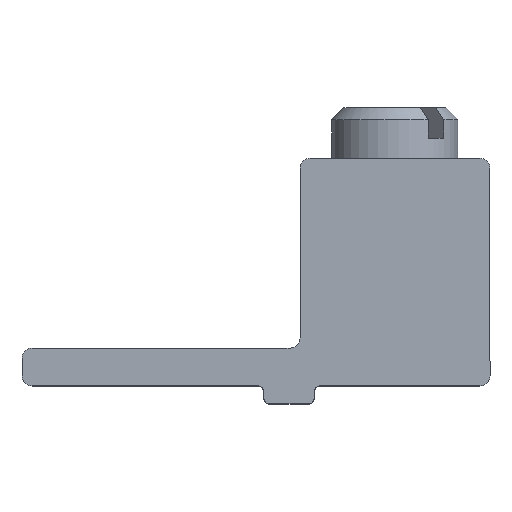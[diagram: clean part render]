
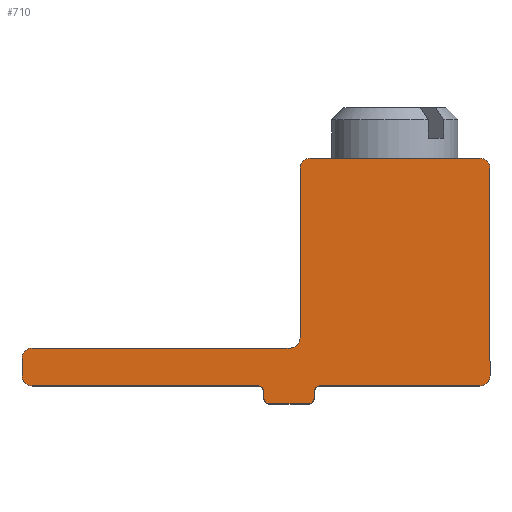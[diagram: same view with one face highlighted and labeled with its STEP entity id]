
A CAD part, top view. The second image highlights one B-rep face of the part: STEP entity #710.
In plain terms, the highlighted planar face has unit normal (0, 0, 1).
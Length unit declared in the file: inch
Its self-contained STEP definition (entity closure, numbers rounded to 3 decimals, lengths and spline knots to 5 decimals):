
#65=PLANE('',#762);
#86=FACE_OUTER_BOUND('',#129,.T.);
#129=EDGE_LOOP('',(#509,#510,#511,#512,#513,#514,#515,#516,#517,#518,#519,
#520,#521,#522,#523,#524,#525,#526,#527,#528));
#184=LINE('',#1072,#233);
#191=LINE('',#1090,#240);
#193=LINE('',#1099,#242);
#194=LINE('',#1102,#243);
#195=LINE('',#1106,#244);
#196=LINE('',#1110,#245);
#197=LINE('',#1114,#246);
#198=LINE('',#1118,#247);
#199=LINE('',#1122,#248);
#200=LINE('',#1125,#249);
#233=VECTOR('',#849,0.015);
#240=VECTOR('',#864,0.015);
#242=VECTOR('',#874,0.095);
#243=VECTOR('',#877,0.394);
#244=VECTOR('',#880,0.512);
#245=VECTOR('',#883,0.419);
#246=VECTOR('',#886,0.419);
#247=VECTOR('',#889,0.637);
#248=VECTOR('',#892,0.043);
#249=VECTOR('',#895,0.557);
#280=CIRCLE('',#752,0.015);
#283=CIRCLE('',#757,0.015);
#285=CIRCLE('',#761,0.015);
#286=CIRCLE('',#763,0.015);
#287=CIRCLE('',#764,0.025);
#288=CIRCLE('',#765,0.025);
#289=CIRCLE('',#766,0.025);
#290=CIRCLE('',#767,0.025);
#291=CIRCLE('',#768,0.025);
#292=CIRCLE('',#769,0.025);
#319=VERTEX_POINT('',#1062);
#320=VERTEX_POINT('',#1063);
#323=VERTEX_POINT('',#1071);
#327=VERTEX_POINT('',#1080);
#328=VERTEX_POINT('',#1082);
#330=VERTEX_POINT('',#1088);
#332=VERTEX_POINT('',#1094);
#333=VERTEX_POINT('',#1098);
#334=VERTEX_POINT('',#1101);
#335=VERTEX_POINT('',#1103);
#336=VERTEX_POINT('',#1105);
#337=VERTEX_POINT('',#1107);
#338=VERTEX_POINT('',#1109);
#339=VERTEX_POINT('',#1111);
#340=VERTEX_POINT('',#1113);
#341=VERTEX_POINT('',#1115);
#342=VERTEX_POINT('',#1117);
#343=VERTEX_POINT('',#1119);
#344=VERTEX_POINT('',#1121);
#345=VERTEX_POINT('',#1123);
#389=EDGE_CURVE('',#319,#320,#280,.T.);
#393=EDGE_CURVE('',#320,#323,#184,.T.);
#398=EDGE_CURVE('',#327,#328,#283,.T.);
#402=EDGE_CURVE('',#330,#327,#191,.T.);
#405=EDGE_CURVE('',#332,#330,#285,.T.);
#406=EDGE_CURVE('',#333,#332,#193,.T.);
#407=EDGE_CURVE('',#323,#333,#286,.T.);
#408=EDGE_CURVE('',#319,#334,#194,.T.);
#409=EDGE_CURVE('',#335,#334,#287,.T.);
#410=EDGE_CURVE('',#335,#336,#195,.T.);
#411=EDGE_CURVE('',#337,#336,#288,.T.);
#412=EDGE_CURVE('',#337,#338,#196,.T.);
#413=EDGE_CURVE('',#339,#338,#289,.T.);
#414=EDGE_CURVE('',#339,#340,#197,.T.);
#415=EDGE_CURVE('',#341,#340,#290,.T.);
#416=EDGE_CURVE('',#341,#342,#198,.T.);
#417=EDGE_CURVE('',#343,#342,#291,.T.);
#418=EDGE_CURVE('',#343,#344,#199,.T.);
#419=EDGE_CURVE('',#345,#344,#292,.T.);
#420=EDGE_CURVE('',#345,#328,#200,.T.);
#509=ORIENTED_EDGE('',*,*,#405,.F.);
#510=ORIENTED_EDGE('',*,*,#406,.F.);
#511=ORIENTED_EDGE('',*,*,#407,.F.);
#512=ORIENTED_EDGE('',*,*,#393,.F.);
#513=ORIENTED_EDGE('',*,*,#389,.F.);
#514=ORIENTED_EDGE('',*,*,#408,.T.);
#515=ORIENTED_EDGE('',*,*,#409,.F.);
#516=ORIENTED_EDGE('',*,*,#410,.T.);
#517=ORIENTED_EDGE('',*,*,#411,.F.);
#518=ORIENTED_EDGE('',*,*,#412,.T.);
#519=ORIENTED_EDGE('',*,*,#413,.F.);
#520=ORIENTED_EDGE('',*,*,#414,.T.);
#521=ORIENTED_EDGE('',*,*,#415,.F.);
#522=ORIENTED_EDGE('',*,*,#416,.T.);
#523=ORIENTED_EDGE('',*,*,#417,.F.);
#524=ORIENTED_EDGE('',*,*,#418,.T.);
#525=ORIENTED_EDGE('',*,*,#419,.F.);
#526=ORIENTED_EDGE('',*,*,#420,.T.);
#527=ORIENTED_EDGE('',*,*,#398,.F.);
#528=ORIENTED_EDGE('',*,*,#402,.F.);
#710=ADVANCED_FACE('',(#86),#65,.T.);
#752=AXIS2_PLACEMENT_3D('',#1064,#841,#842);
#757=AXIS2_PLACEMENT_3D('',#1083,#857,#858);
#761=AXIS2_PLACEMENT_3D('',#1096,#870,#871);
#762=AXIS2_PLACEMENT_3D('',#1097,#872,#873);
#763=AXIS2_PLACEMENT_3D('',#1100,#875,#876);
#764=AXIS2_PLACEMENT_3D('',#1104,#878,#879);
#765=AXIS2_PLACEMENT_3D('',#1108,#881,#882);
#766=AXIS2_PLACEMENT_3D('',#1112,#884,#885);
#767=AXIS2_PLACEMENT_3D('',#1116,#887,#888);
#768=AXIS2_PLACEMENT_3D('',#1120,#890,#891);
#769=AXIS2_PLACEMENT_3D('',#1124,#893,#894);
#841=DIRECTION('center_axis',(0.,0.,1.));
#842=DIRECTION('ref_axis',(-0.707,0.707,0.));
#849=DIRECTION('',(0.,-1.,0.));
#857=DIRECTION('center_axis',(0.,0.,1.));
#858=DIRECTION('ref_axis',(0.707,0.707,0.));
#864=DIRECTION('',(0.,1.,0.));
#870=DIRECTION('center_axis',(0.,0.,-1.));
#871=DIRECTION('ref_axis',(-0.707,-0.707,0.));
#872=DIRECTION('center_axis',(0.,0.,1.));
#873=DIRECTION('ref_axis',(1.,0.,0.));
#874=DIRECTION('',(-1.,0.,0.));
#875=DIRECTION('center_axis',(0.,0.,-1.));
#876=DIRECTION('ref_axis',(0.707,-0.707,0.));
#877=DIRECTION('',(1.,0.,0.));
#878=DIRECTION('center_axis',(0.,0.,-1.));
#879=DIRECTION('ref_axis',(0.707,-0.707,0.));
#880=DIRECTION('',(0.,1.,0.));
#881=DIRECTION('center_axis',(0.,0.,-1.));
#882=DIRECTION('ref_axis',(0.707,0.707,0.));
#883=DIRECTION('',(-1.,0.,0.));
#884=DIRECTION('center_axis',(0.,0.,-1.));
#885=DIRECTION('ref_axis',(-0.707,0.707,0.));
#886=DIRECTION('',(0.,-1.,0.));
#887=DIRECTION('center_axis',(0.,0.,1.));
#888=DIRECTION('ref_axis',(0.707,-0.707,0.));
#889=DIRECTION('',(-1.,0.,0.));
#890=DIRECTION('center_axis',(0.,0.,-1.));
#891=DIRECTION('ref_axis',(-0.707,0.707,0.));
#892=DIRECTION('',(0.,-1.,0.));
#893=DIRECTION('center_axis',(0.,0.,-1.));
#894=DIRECTION('ref_axis',(-0.707,-0.707,0.));
#895=DIRECTION('',(1.,0.,0.));
#1062=CARTESIAN_POINT('',(-0.03535,-0.04648,0.));
#1063=CARTESIAN_POINT('',(-0.05035,-0.06148,0.));
#1064=CARTESIAN_POINT('Origin',(-0.03535,-0.06148,
0.));
#1071=CARTESIAN_POINT('',(-0.05035,-0.07648,0.));
#1072=CARTESIAN_POINT('',(-0.05035,-0.04648,0.));
#1080=CARTESIAN_POINT('',(-0.17535,-0.06148,0.));
#1082=CARTESIAN_POINT('',(-0.19035,-0.04648,0.));
#1083=CARTESIAN_POINT('Origin',(-0.19035,-0.06148,0.));
#1088=CARTESIAN_POINT('',(-0.17535,-0.07648,0.));
#1090=CARTESIAN_POINT('',(-0.17535,-0.09148,0.));
#1094=CARTESIAN_POINT('',(-0.16035,-0.09148,0.));
#1096=CARTESIAN_POINT('Origin',(-0.16035,-0.07648,
0.));
#1097=CARTESIAN_POINT('Origin',(-0.10058,0.14075,0.));
#1098=CARTESIAN_POINT('',(-0.06535,-0.09148,0.));
#1099=CARTESIAN_POINT('',(-0.05035,-0.09148,0.));
#1100=CARTESIAN_POINT('Origin',(-0.06535,-0.07648,
0.));
#1101=CARTESIAN_POINT('',(0.35865,-0.04648,0.));
#1102=CARTESIAN_POINT('',(-0.77235,-0.04648,0.));
#1103=CARTESIAN_POINT('',(0.38365,-0.02148,0.));
#1104=CARTESIAN_POINT('Origin',(0.35865,-0.02148,0.));
#1105=CARTESIAN_POINT('',(0.38365,0.49052,0.));
#1106=CARTESIAN_POINT('',(0.38365,-0.04648,0.));
#1107=CARTESIAN_POINT('',(0.35865,0.51552,0.));
#1108=CARTESIAN_POINT('Origin',(0.35865,0.49052,0.));
#1109=CARTESIAN_POINT('',(-0.06035,0.51552,0.));
#1110=CARTESIAN_POINT('',(0.38365,0.51552,0.));
#1111=CARTESIAN_POINT('',(-0.08535,0.49052,0.));
#1112=CARTESIAN_POINT('Origin',(-0.06035,0.49052,0.));
#1113=CARTESIAN_POINT('',(-0.08535,0.07152,0.));
#1114=CARTESIAN_POINT('',(-0.08535,0.51552,0.));
#1115=CARTESIAN_POINT('',(-0.11035,0.04652,0.));
#1116=CARTESIAN_POINT('Origin',(-0.11035,0.07152,0.));
#1117=CARTESIAN_POINT('',(-0.74735,0.04652,0.));
#1118=CARTESIAN_POINT('',(-0.08535,0.04652,0.));
#1119=CARTESIAN_POINT('',(-0.77235,0.02152,0.));
#1120=CARTESIAN_POINT('Origin',(-0.74735,0.02152,0.));
#1121=CARTESIAN_POINT('',(-0.77235,-0.02148,0.));
#1122=CARTESIAN_POINT('',(-0.77235,0.04652,0.));
#1123=CARTESIAN_POINT('',(-0.74735,-0.04648,0.));
#1124=CARTESIAN_POINT('Origin',(-0.74735,-0.02148,
0.));
#1125=CARTESIAN_POINT('',(-0.77235,-0.04648,0.));
